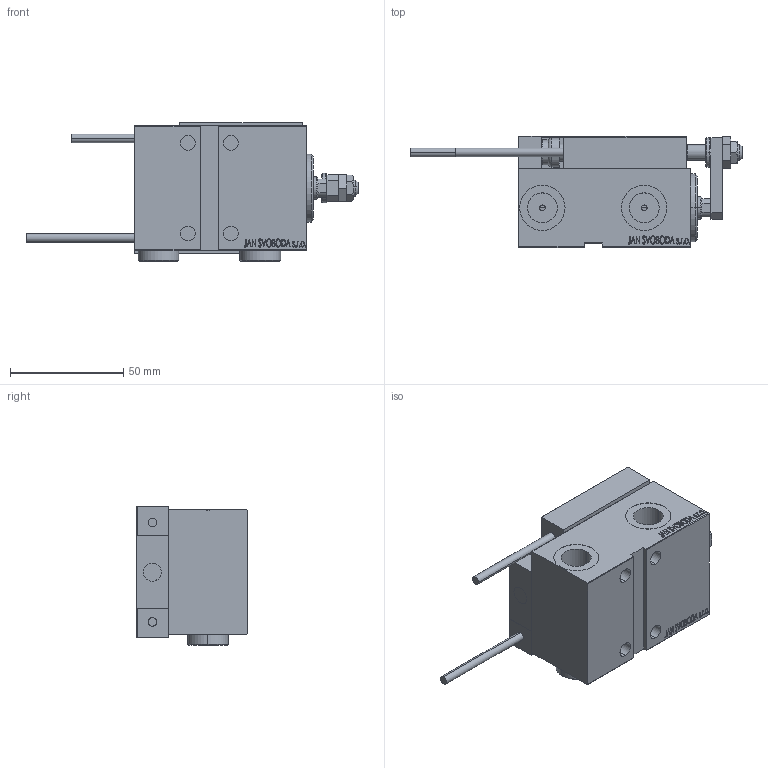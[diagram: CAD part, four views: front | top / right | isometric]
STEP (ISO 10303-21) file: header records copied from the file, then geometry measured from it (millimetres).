
FILE_DESCRIPTION (( 'STEP AP203' ), '1' );
FILE_NAME ('dca5.STEP', '2024-02-13T07:26:53', ( '' ), ( '' ), 'SwSTEP 2.0', 'SolidWorks 2019', '' );
FILE_SCHEMA (( 'CONFIG_CONTROL_DESIGN' ));
Length unit declared in the file: millimetre
Products named in the file (17): V450CM_E_Body a2c6c9f5c161f53d4ba59136448af46f; NUT_D10 a2c6c9f5c161f53d4ba59136448af46f; Block a2c6c9f5c161f53d4ba59136448af46f; ALLEN BOLT D5 a2c6c9f5c161f53d4ba59136448af46f; TYC_L79 a2c6c9f5c161f53d4ba59136448af46f; V450CM_VC_B a2c6c9f5c161f53d4ba59136448af46f; ALLEN BOLT D8 a2c6c9f5c161f53d4ba59136448af46f; ZARAZKA a2c6c9f5c161f53d4ba59136448af46f; SWITCH DIM B,W a2c6c9f5c161f53d4ba59136448af46f; MAGNET a2c6c9f5c161f53d4ba59136448af46f; KONCOVKA a2c6c9f5c161f53d4ba59136448af46f; SWITCH_X_FRONT_BACK a2c6c9f5c161f53d4ba59136448af46f; dca5; SWITCH X a2c6c9f5c161f53d4ba59136448af46f; NUT_D12 a2c6c9f5c161f53d4ba59136448af46f; V450CM_E_VCP a2c6c9f5c161f53d4ba59136448af46f; Zatka_OIL_PORT a2c6c9f5c161f53d4ba59136448af46f
Assembly tree (27 placements, depth 3):
  dca5
    V450CM_E_Body a2c6c9f5c161f53d4ba59136448af46f
    V450CM_E_VCP a2c6c9f5c161f53d4ba59136448af46f
    V450CM_VC_B a2c6c9f5c161f53d4ba59136448af46f
    SWITCH X a2c6c9f5c161f53d4ba59136448af46f
      SWITCH_X_FRONT_BACK a2c6c9f5c161f53d4ba59136448af46f  x2
      TYC_L79 a2c6c9f5c161f53d4ba59136448af46f
      Block a2c6c9f5c161f53d4ba59136448af46f  x2
      ALLEN BOLT D5 a2c6c9f5c161f53d4ba59136448af46f  x4
      ALLEN BOLT D8 a2c6c9f5c161f53d4ba59136448af46f  x4
      MAGNET a2c6c9f5c161f53d4ba59136448af46f  x2
      KONCOVKA a2c6c9f5c161f53d4ba59136448af46f  x2
    SWITCH DIM B,W a2c6c9f5c161f53d4ba59136448af46f
    ZARAZKA a2c6c9f5c161f53d4ba59136448af46f
    NUT_D10 a2c6c9f5c161f53d4ba59136448af46f
    NUT_D12 a2c6c9f5c161f53d4ba59136448af46f
    Zatka_OIL_PORT a2c6c9f5c161f53d4ba59136448af46f  x2
Bounding box: 146.7 x 49 x 61.4 mm (x, y, z)
Volume: 176176 mm3; surface area: 57480 mm2
Topology: 26 solids, 26 shells, 1350 faces, 3226 edges, 2058 vertices
Faces by surface type: plane 605, bspline 380, cylinder 200, cone 117, torus 44, sphere 4
Entity records: 51406 total; most frequent: CARTESIAN_POINT 25759, ORIENTED_EDGE 5392, DIRECTION 3689, EDGE_CURVE 2696, VERTEX_POINT 1758, VECTOR 1561, LINE 1561, EDGE_LOOP 1248
